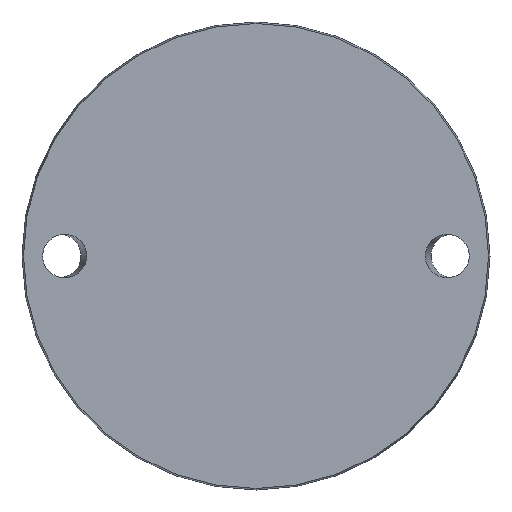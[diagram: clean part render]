
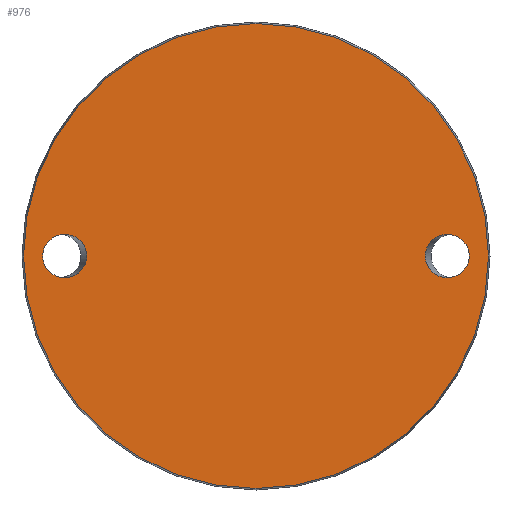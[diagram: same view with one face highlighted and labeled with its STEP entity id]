
A CAD part, front view. The second image highlights one B-rep face of the part: STEP entity #976.
In plain terms, the highlighted planar face has unit normal (0, -1, 0).
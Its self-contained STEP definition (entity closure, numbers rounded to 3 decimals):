
#18 = CARTESIAN_POINT ( 'NONE',  ( 0., 0., -88.425 ) ) ;
#29 = VERTEX_POINT ( 'NONE', #18 ) ;
#70 = FACE_OUTER_BOUND ( 'NONE', #666, .T. ) ;
#77 = CARTESIAN_POINT ( 'NONE',  ( 64.385, 0., 0. ) ) ;
#94 = CARTESIAN_POINT ( 'NONE',  ( -81.115, 0., 0. ) ) ;
#153 = FACE_BOUND ( 'NONE', #612, .T. ) ;
#159 = CARTESIAN_POINT ( 'NONE',  ( -64.385, 0., 16.5 ) ) ;
#164 = CARTESIAN_POINT ( 'NONE',  ( 81.115, 0., -16.5 ) ) ;
#188 = CARTESIAN_POINT ( 'NONE',  ( 0., 0., 0. ) ) ;
#239 = CARTESIAN_POINT ( 'NONE',  ( 64.385, 0., -16.5 ) ) ;
#246 = ORIENTED_EDGE ( 'NONE', *, *, #667, .F. ) ;
#259 = VERTEX_POINT ( 'NONE', #655 ) ;
#306 = EDGE_CURVE ( 'NONE', #29, #29, #916, .T. ) ;
#322 = CARTESIAN_POINT ( 'NONE',  ( 64.385, 0., 0. ) ) ;
#324 = DIRECTION ( 'NONE',  ( 0., 1., 0. ) ) ;
#389 = EDGE_LOOP ( 'NONE', ( #246 ) ) ;
#392 = CARTESIAN_POINT ( 'NONE',  ( -88.425, 0., 0. ) ) ;
#403 = PLANE ( 'NONE',  #903 ) ;
#405 = CARTESIAN_POINT ( 'NONE',  ( -81.115, 0., 0. ) ) ;
#435 = ORIENTED_EDGE ( 'NONE', *, *, #306, .T. ) ;
#474 = FACE_BOUND ( 'NONE', #389, .T. ) ;
#476 = CARTESIAN_POINT ( 'NONE',  ( -81.115, 0., 16.5 ) ) ;
#480 = CARTESIAN_POINT ( 'NONE',  ( -64.385, 0., 0. ) ) ;
#518 = VERTEX_POINT ( 'NONE', #94 ) ;
#522 = DIRECTION ( 'NONE',  ( 0., -1., 0. ) ) ;
#572 = CARTESIAN_POINT ( 'NONE',  ( 81.115, 0., 16.5 ) ) ;
#612 = EDGE_LOOP ( 'NONE', ( #629 ) ) ;
#629 = ORIENTED_EDGE ( 'NONE', *, *, #634, .T. ) ;
#634 = EDGE_CURVE ( 'NONE', #518, #518, #720, .T. ) ;
#655 = CARTESIAN_POINT ( 'NONE',  ( 64.385, 0., 0. ) ) ;
#666 = EDGE_LOOP ( 'NONE', ( #435 ) ) ;
#667 = EDGE_CURVE ( 'NONE', #259, #259, #870, .T. ) ;
#720 =( BOUNDED_CURVE ( )  B_SPLINE_CURVE ( 3, ( #1036, #476, #159, #480, #734, #801, #405 ),
 .UNSPECIFIED., .T., .F. ) 
 B_SPLINE_CURVE_WITH_KNOTS ( ( 4, 3, 4 ),
 ( 0., 3.142, 6.283 ),
 .UNSPECIFIED. ) 
 CURVE ( )  GEOMETRIC_REPRESENTATION_ITEM ( )  RATIONAL_B_SPLINE_CURVE ( ( 1., 0.333, 0.333, 1., 0.333, 0.333, 1. ) ) 
 REPRESENTATION_ITEM ( '' )  );
#734 = CARTESIAN_POINT ( 'NONE',  ( -64.385, 0., -16.5 ) ) ;
#787 = AXIS2_PLACEMENT_3D ( 'NONE', #188, #522, #995 ) ;
#792 = CARTESIAN_POINT ( 'NONE',  ( 64.385, 0., 16.5 ) ) ;
#796 = CARTESIAN_POINT ( 'NONE',  ( 81.115, 0., 0. ) ) ;
#801 = CARTESIAN_POINT ( 'NONE',  ( -81.115, 0., -16.5 ) ) ;
#870 =( BOUNDED_CURVE ( )  B_SPLINE_CURVE ( 3, ( #322, #239, #164, #796, #572, #792, #77 ),
 .UNSPECIFIED., .T., .F. ) 
 B_SPLINE_CURVE_WITH_KNOTS ( ( 4, 3, 4 ),
 ( 0., 3.142, 6.283 ),
 .UNSPECIFIED. ) 
 CURVE ( )  GEOMETRIC_REPRESENTATION_ITEM ( )  RATIONAL_B_SPLINE_CURVE ( ( 1., 0.333, 0.333, 1., 0.333, 0.333, 1. ) ) 
 REPRESENTATION_ITEM ( '' )  );
#903 = AXIS2_PLACEMENT_3D ( 'NONE', #392, #324, #1033 ) ;
#916 = CIRCLE ( 'NONE', #787, 88.425 ) ;
#976 = ADVANCED_FACE ( 'NONE', ( #153, #474, #70 ), #403, .F. ) ;
#995 = DIRECTION ( 'NONE',  ( 0., 0., -1. ) ) ;
#1033 = DIRECTION ( 'NONE',  ( 0., 0., 1. ) ) ;
#1036 = CARTESIAN_POINT ( 'NONE',  ( -81.115, 0., 0. ) ) ;
